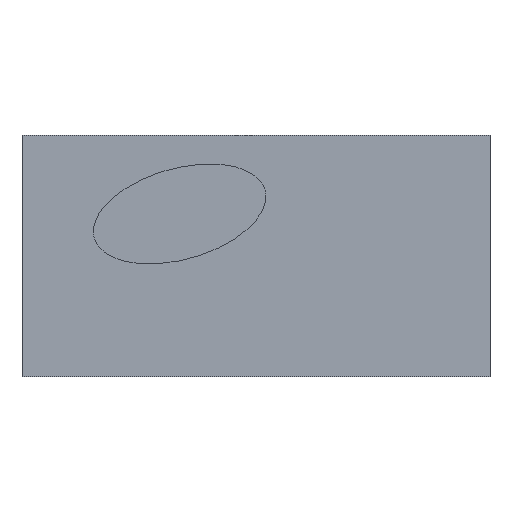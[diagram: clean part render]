
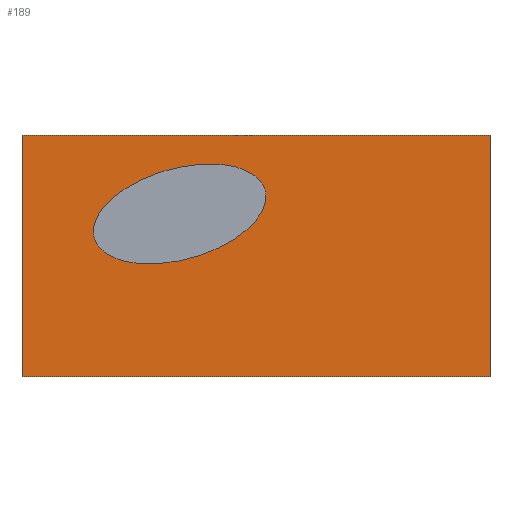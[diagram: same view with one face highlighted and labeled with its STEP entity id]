
A CAD part, top view. The second image highlights one B-rep face of the part: STEP entity #189.
In plain terms, the highlighted planar face has unit normal (0, 0, 1).
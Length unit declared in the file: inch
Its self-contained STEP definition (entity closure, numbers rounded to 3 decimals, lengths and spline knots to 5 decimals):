
#1 = VECTOR ( 'NONE', #57, 39.37008 ) ;
#2 = CARTESIAN_POINT ( 'NONE',  ( -1.92887, 0.18693, 0.25 ) ) ;
#4 = CARTESIAN_POINT ( 'NONE',  ( 0.13267, 2.10107, 0.25 ) ) ;
#11 = CARTESIAN_POINT ( 'NONE',  ( 3.65558, 1.63735, 0.25 ) ) ;
#15 = LINE ( 'NONE', #257, #38 ) ;
#25 = CARTESIAN_POINT ( 'NONE',  ( -2.94991, 1.63735, 0.25 ) ) ;
#30 = CARTESIAN_POINT ( 'NONE',  ( 3.65558, 1.63735, 0.25 ) ) ;
#34 = DIRECTION ( 'NONE',  ( 0., 1., 0. ) ) ;
#38 = VECTOR ( 'NONE', #75, 39.37008 ) ;
#46 = AXIS2_PLACEMENT_3D ( 'NONE', #302, #305, #161 ) ;
#47 = EDGE_CURVE ( 'NONE', #285, #289, #15, .T. ) ;
#57 = DIRECTION ( 'NONE',  ( 1., 0., 0. ) ) ;
#60 = CARTESIAN_POINT ( 'NONE',  ( 0.47994, 0.86209, 0.25 ) ) ;
#64 = ORIENTED_EDGE ( 'NONE', *, *, #121, .F. ) ;
#68 = LINE ( 'NONE', #25, #297 ) ;
#72 = VERTEX_POINT ( 'NONE', #123 ) ;
#75 = DIRECTION ( 'NONE',  ( -1., 0., 0. ) ) ;
#81 = CARTESIAN_POINT ( 'NONE',  ( -2.27615, 1.42591, 0.25 ) ) ;
#86 = FACE_OUTER_BOUND ( 'NONE', #253, .T. ) ;
#106 = PLANE ( 'NONE',  #46 ) ;
#119 = VERTEX_POINT ( 'NONE', #243 ) ;
#120 =( BOUNDED_CURVE ( )  B_SPLINE_CURVE ( 3, ( #250, #220, #219, #60 ),
 .UNSPECIFIED., .F., .T. ) 
 B_SPLINE_CURVE_WITH_KNOTS ( ( 4, 4 ),
 ( 0., 3.14159 ),
 .UNSPECIFIED. ) 
 CURVE ( )  GEOMETRIC_REPRESENTATION_ITEM ( )  RATIONAL_B_SPLINE_CURVE ( ( 1., 0.333, 0.333, 1. ) ) 
 REPRESENTATION_ITEM ( '' )  );
#121 = EDGE_CURVE ( 'NONE', #191, #176, #221, .T. ) ;
#123 = CARTESIAN_POINT ( 'NONE',  ( -2.94991, -1.7754, 0.25 ) ) ;
#130 = EDGE_CURVE ( 'NONE', #289, #72, #68, .T. ) ;
#142 = LINE ( 'NONE', #30, #256 ) ;
#146 = EDGE_CURVE ( 'NONE', #72, #119, #241, .T. ) ;
#161 = DIRECTION ( 'NONE',  ( 1., 0., 0. ) ) ;
#162 = CARTESIAN_POINT ( 'NONE',  ( -1.92887, 0.18693, 0.25 ) ) ;
#176 = VERTEX_POINT ( 'NONE', #162 ) ;
#184 = CARTESIAN_POINT ( 'NONE',  ( -2.94991, -1.7754, 0.25 ) ) ;
#188 = CARTESIAN_POINT ( 'NONE',  ( 0.47994, 0.86209, 0.25 ) ) ;
#189 = ADVANCED_FACE ( 'NONE', ( #211, #86 ), #106, .T. ) ;
#191 = VERTEX_POINT ( 'NONE', #188 ) ;
#198 = ORIENTED_EDGE ( 'NONE', *, *, #323, .T. ) ;
#209 = ORIENTED_EDGE ( 'NONE', *, *, #146, .T. ) ;
#211 = FACE_BOUND ( 'NONE', #261, .T. ) ;
#214 = DIRECTION ( 'NONE',  ( 0., -1., 0. ) ) ;
#219 = CARTESIAN_POINT ( 'NONE',  ( 0.82721, -0.37689, 0.25 ) ) ;
#220 = CARTESIAN_POINT ( 'NONE',  ( -1.5816, -1.05206, 0.25 ) ) ;
#221 =( BOUNDED_CURVE ( )  B_SPLINE_CURVE ( 3, ( #260, #4, #81, #2 ),
 .UNSPECIFIED., .F., .T. ) 
 B_SPLINE_CURVE_WITH_KNOTS ( ( 4, 4 ),
 ( 3.14159, 6.28319 ),
 .UNSPECIFIED. ) 
 CURVE ( )  GEOMETRIC_REPRESENTATION_ITEM ( )  RATIONAL_B_SPLINE_CURVE ( ( 1., 0.333, 0.333, 1. ) ) 
 REPRESENTATION_ITEM ( '' )  );
#241 = LINE ( 'NONE', #184, #1 ) ;
#243 = CARTESIAN_POINT ( 'NONE',  ( 3.65558, -1.7754, 0.25 ) ) ;
#245 = ORIENTED_EDGE ( 'NONE', *, *, #130, .T. ) ;
#250 = CARTESIAN_POINT ( 'NONE',  ( -1.92887, 0.18693, 0.25 ) ) ;
#253 = EDGE_LOOP ( 'NONE', ( #245, #209, #198, #279 ) ) ;
#256 = VECTOR ( 'NONE', #34, 39.37008 ) ;
#257 = CARTESIAN_POINT ( 'NONE',  ( -2.94991, 1.63735, 0.25 ) ) ;
#260 = CARTESIAN_POINT ( 'NONE',  ( 0.47994, 0.86209, 0.25 ) ) ;
#261 = EDGE_LOOP ( 'NONE', ( #296, #64 ) ) ;
#271 = CARTESIAN_POINT ( 'NONE',  ( -2.94991, 1.63735, 0.25 ) ) ;
#279 = ORIENTED_EDGE ( 'NONE', *, *, #47, .T. ) ;
#285 = VERTEX_POINT ( 'NONE', #11 ) ;
#289 = VERTEX_POINT ( 'NONE', #271 ) ;
#296 = ORIENTED_EDGE ( 'NONE', *, *, #324, .F. ) ;
#297 = VECTOR ( 'NONE', #214, 39.37008 ) ;
#302 = CARTESIAN_POINT ( 'NONE',  ( 0., 0., 0.25 ) ) ;
#305 = DIRECTION ( 'NONE',  ( 0., 0., 1. ) ) ;
#323 = EDGE_CURVE ( 'NONE', #119, #285, #142, .T. ) ;
#324 = EDGE_CURVE ( 'NONE', #176, #191, #120, .T. ) ;
